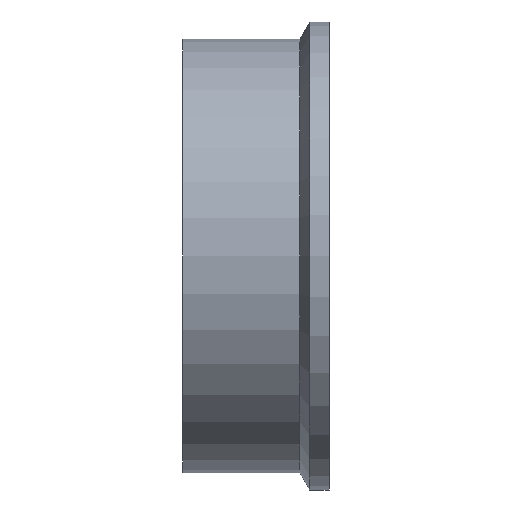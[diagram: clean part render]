
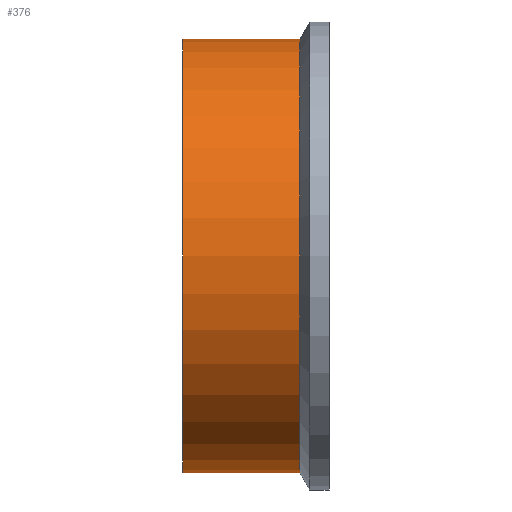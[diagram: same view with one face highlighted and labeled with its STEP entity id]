
A CAD part, front view. The second image highlights one B-rep face of the part: STEP entity #376.
In plain terms, the highlighted cylindrical face has radius 44.5 mm (diameter 89 mm), a partial arc.
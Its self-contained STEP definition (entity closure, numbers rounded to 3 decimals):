
#1 = VERTEX_POINT ( 'NONE', #58 ) ;
#15 = ORIENTED_EDGE ( 'NONE', *, *, #348, .T. ) ;
#32 = CARTESIAN_POINT ( 'NONE',  ( -29.25, 0., -44.5 ) ) ;
#56 = ORIENTED_EDGE ( 'NONE', *, *, #243, .F. ) ;
#57 = AXIS2_PLACEMENT_3D ( 'NONE', #93, #255, #163 ) ;
#58 = CARTESIAN_POINT ( 'NONE',  ( -5.271, 0., -44.5 ) ) ;
#68 = DIRECTION ( 'NONE',  ( 0., 0., 1. ) ) ;
#93 = CARTESIAN_POINT ( 'NONE',  ( -29.25, 0., 0. ) ) ;
#100 = CYLINDRICAL_SURFACE ( 'NONE', #338, 44.5 ) ;
#104 = DIRECTION ( 'NONE',  ( -1., 0., 0. ) ) ;
#106 = CARTESIAN_POINT ( 'NONE',  ( -5.271, 0., 0. ) ) ;
#118 = ORIENTED_EDGE ( 'NONE', *, *, #245, .T. ) ;
#128 = DIRECTION ( 'NONE',  ( -1., 0., 0. ) ) ;
#129 = CARTESIAN_POINT ( 'NONE',  ( -160.192, 0., -44.5 ) ) ;
#141 = VECTOR ( 'NONE', #104, 1000. ) ;
#144 = CIRCLE ( 'NONE', #57, 44.5 ) ;
#163 = DIRECTION ( 'NONE',  ( 0., 0., 1. ) ) ;
#185 = ORIENTED_EDGE ( 'NONE', *, *, #401, .F. ) ;
#206 = CARTESIAN_POINT ( 'NONE',  ( -5.271, 0., 44.5 ) ) ;
#212 = AXIS2_PLACEMENT_3D ( 'NONE', #106, #362, #68 ) ;
#221 = FACE_OUTER_BOUND ( 'NONE', #290, .T. ) ;
#237 = LINE ( 'NONE', #295, #308 ) ;
#243 = EDGE_CURVE ( 'NONE', #1, #297, #328, .T. ) ;
#245 = EDGE_CURVE ( 'NONE', #279, #424, #237, .T. ) ;
#255 = DIRECTION ( 'NONE',  ( -1., 0., 0. ) ) ;
#263 = DIRECTION ( 'NONE',  ( 0., 0., 1. ) ) ;
#266 = CARTESIAN_POINT ( 'NONE',  ( -160.192, 0., 0. ) ) ;
#267 = DIRECTION ( 'NONE',  ( -1., 0., 0. ) ) ;
#279 = VERTEX_POINT ( 'NONE', #206 ) ;
#290 = EDGE_LOOP ( 'NONE', ( #56, #15, #118, #185 ) ) ;
#295 = CARTESIAN_POINT ( 'NONE',  ( -160.192, 0., 44.5 ) ) ;
#297 = VERTEX_POINT ( 'NONE', #32 ) ;
#308 = VECTOR ( 'NONE', #267, 1000. ) ;
#328 = LINE ( 'NONE', #129, #141 ) ;
#331 = CARTESIAN_POINT ( 'NONE',  ( -29.25, 0., 44.5 ) ) ;
#338 = AXIS2_PLACEMENT_3D ( 'NONE', #266, #128, #263 ) ;
#343 = CIRCLE ( 'NONE', #212, 44.5 ) ;
#348 = EDGE_CURVE ( 'NONE', #1, #279, #343, .T. ) ;
#362 = DIRECTION ( 'NONE',  ( -1., 0., 0. ) ) ;
#376 = ADVANCED_FACE ( 'NONE', ( #221 ), #100, .T. ) ;
#401 = EDGE_CURVE ( 'NONE', #297, #424, #144, .T. ) ;
#424 = VERTEX_POINT ( 'NONE', #331 ) ;
